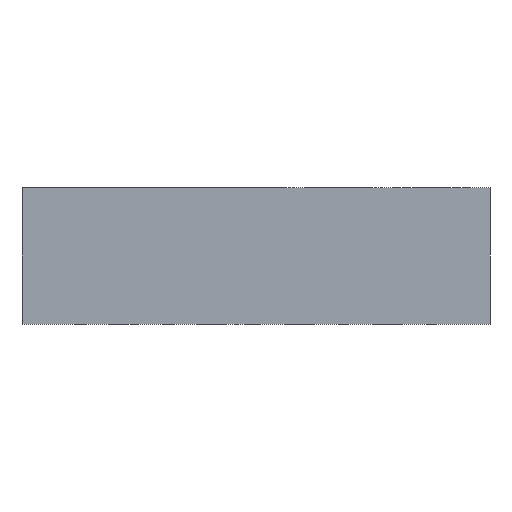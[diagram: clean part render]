
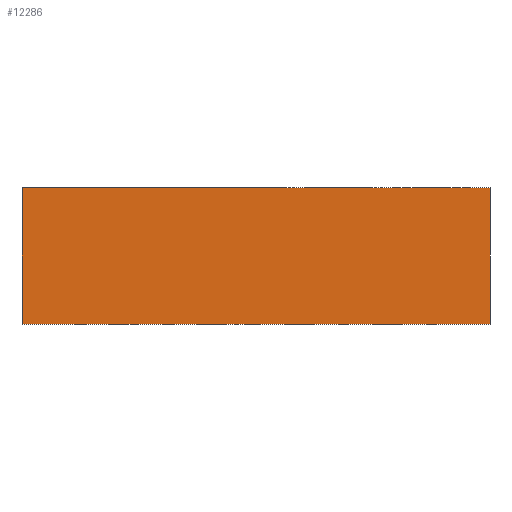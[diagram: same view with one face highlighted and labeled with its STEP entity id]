
A CAD part, left-side view. The second image highlights one B-rep face of the part: STEP entity #12286.
In plain terms, the highlighted planar face has unit normal (-1, 0, 0).
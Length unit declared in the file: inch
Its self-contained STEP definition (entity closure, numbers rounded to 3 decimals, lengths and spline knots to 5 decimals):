
#475=PLANE('',#13391);
#1056=FACE_OUTER_BOUND('',#1712,.T.);
#1712=EDGE_LOOP('',(#11072,#11073,#11074,#11075));
#3058=LINE('',#20422,#4345);
#3059=LINE('',#20424,#4346);
#3060=LINE('',#20426,#4347);
#3061=LINE('',#20427,#4348);
#4345=VECTOR('',#16846,0.3937);
#4346=VECTOR('',#16847,0.3937);
#4347=VECTOR('',#16848,0.3937);
#4348=VECTOR('',#16849,0.3937);
#6057=VERTEX_POINT('',#20420);
#6058=VERTEX_POINT('',#20421);
#6059=VERTEX_POINT('',#20423);
#6060=VERTEX_POINT('',#20425);
#7850=EDGE_CURVE('',#6057,#6058,#3058,.T.);
#7851=EDGE_CURVE('',#6057,#6059,#3059,.T.);
#7852=EDGE_CURVE('',#6060,#6059,#3060,.T.);
#7853=EDGE_CURVE('',#6058,#6060,#3061,.T.);
#11072=ORIENTED_EDGE('',*,*,#7850,.F.);
#11073=ORIENTED_EDGE('',*,*,#7851,.T.);
#11074=ORIENTED_EDGE('',*,*,#7852,.F.);
#11075=ORIENTED_EDGE('',*,*,#7853,.F.);
#12286=ADVANCED_FACE('',(#1056),#475,.T.);
#13391=AXIS2_PLACEMENT_3D('',#20419,#16844,#16845);
#16844=DIRECTION('center_axis',(-1.,0.,0.));
#16845=DIRECTION('ref_axis',(0.,-1.,0.));
#16846=DIRECTION('',(0.,1.,0.));
#16847=DIRECTION('',(0.,0.,1.));
#16848=DIRECTION('',(0.,-1.,0.));
#16849=DIRECTION('',(0.,0.,1.));
#20419=CARTESIAN_POINT('Origin',(-6.,6.,0.));
#20420=CARTESIAN_POINT('',(-6.,0.,0.));
#20421=CARTESIAN_POINT('',(-6.,6.,0.));
#20422=CARTESIAN_POINT('',(-6.,0.,0.));
#20423=CARTESIAN_POINT('',(-6.,0.,1.75));
#20424=CARTESIAN_POINT('',(-6.,0.,0.));
#20425=CARTESIAN_POINT('',(-6.,6.,1.75));
#20426=CARTESIAN_POINT('',(-6.,0.,1.75));
#20427=CARTESIAN_POINT('',(-6.,6.,0.));
